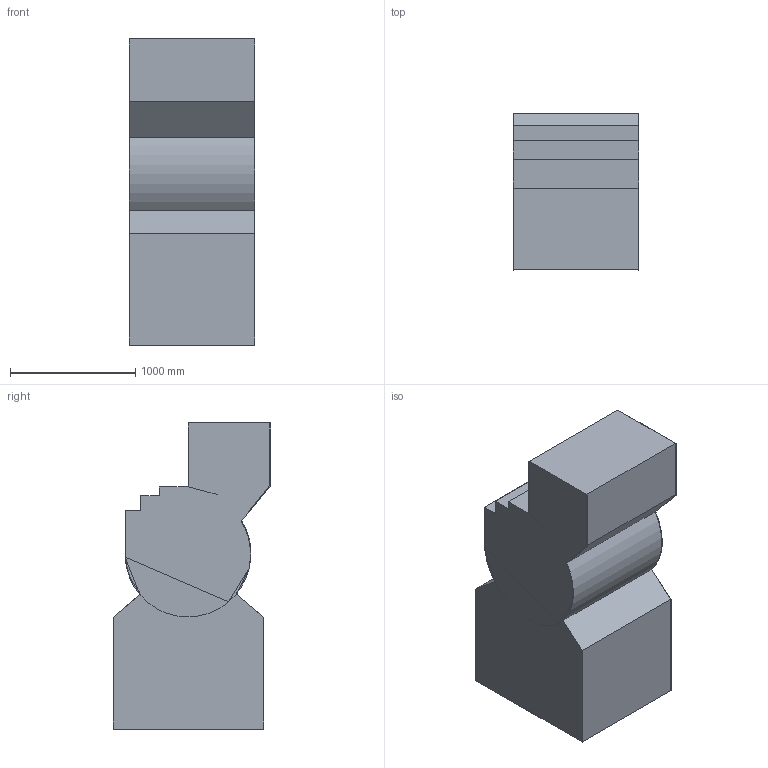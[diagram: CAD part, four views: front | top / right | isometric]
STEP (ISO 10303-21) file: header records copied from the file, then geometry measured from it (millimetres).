
FILE_DESCRIPTION(('Open CASCADE Model'),'2;1');
FILE_NAME('Open CASCADE Shape Model','2014-03-06T12:56:03',('Author'),( 'Open CASCADE'),'Open CASCADE STEP processor 6.5','Open CASCADE 6.5' ,'Unknown');
FILE_SCHEMA(('AUTOMOTIVE_DESIGN_CC2 { 1 2 10303 214 -1 1 5 4 }'));
Length unit declared in the file: millimetre
Products named in the file (3): Shell_; Shell_front_; Shell_back_
Bounding box: 1002 x 1258.87 x 2440 mm (x, y, z)
Volume: 4774796.5 mm3; surface area: 25330224.1 mm2
Topology: 2 solids, 3 shells, 60 faces, 162 edges, 108 vertices
Faces by surface type: plane 52, cylinder 8
Entity records: 4051 total; most frequent: CARTESIAN_POINT 706, DIRECTION 613, LINE 451, VECTOR 451, ORIENTED_EDGE 324, PCURVE 321, DEFINITIONAL_REPRESENTATION 321, EDGE_CURVE 162
